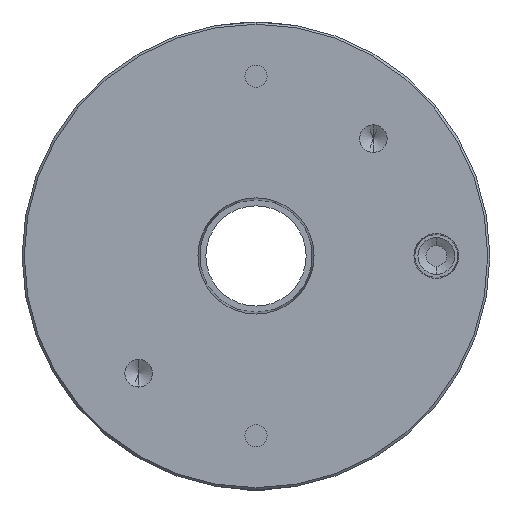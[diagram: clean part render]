
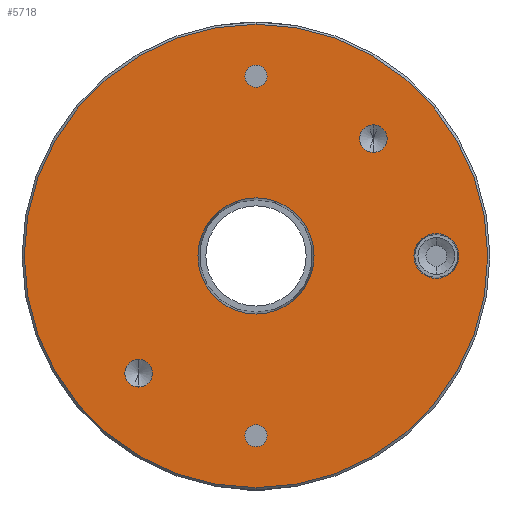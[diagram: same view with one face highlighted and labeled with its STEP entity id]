
A CAD part, front view. The second image highlights one B-rep face of the part: STEP entity #5718.
In plain terms, the highlighted planar face has unit normal (0, -1, 0).
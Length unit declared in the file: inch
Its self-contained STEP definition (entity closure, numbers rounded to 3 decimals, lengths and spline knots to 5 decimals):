
#14 = EDGE_CURVE ( 'NONE', #2708, #3793, #1563, .T. ) ;
#42 = ORIENTED_EDGE ( 'NONE', *, *, #644, .F. ) ;
#50 = CARTESIAN_POINT ( 'NONE',  ( 0., -1.491, 0. ) ) ;
#86 = VERTEX_POINT ( 'NONE', #1899 ) ;
#98 = DIRECTION ( 'NONE',  ( 0., 0., -1. ) ) ;
#103 = DIRECTION ( 'NONE',  ( 0., 0., -1. ) ) ;
#117 = CARTESIAN_POINT ( 'NONE',  ( 0., -1.491, -1.625 ) ) ;
#151 = ORIENTED_EDGE ( 'NONE', *, *, #1452, .F. ) ;
#239 = CARTESIAN_POINT ( 'NONE',  ( -1.06066, -1.491, -1.18566 ) ) ;
#245 = DIRECTION ( 'NONE',  ( 0., 0., -1. ) ) ;
#327 = EDGE_LOOP ( 'NONE', ( #2279, #151 ) ) ;
#359 = CIRCLE ( 'NONE', #1159, 0.1005 ) ;
#419 = FACE_BOUND ( 'NONE', #560, .T. ) ;
#426 = AXIS2_PLACEMENT_3D ( 'NONE', #1495, #4891, #98 ) ;
#464 = AXIS2_PLACEMENT_3D ( 'NONE', #489, #1019, #2800 ) ;
#486 = ORIENTED_EDGE ( 'NONE', *, *, #708, .F. ) ;
#489 = CARTESIAN_POINT ( 'NONE',  ( 1.06066, -1.491, 1.06066 ) ) ;
#560 = EDGE_LOOP ( 'NONE', ( #42, #5439 ) ) ;
#578 = EDGE_CURVE ( 'NONE', #2744, #1948, #1212, .T. ) ;
#589 = DIRECTION ( 'NONE',  ( 0., 0., -1. ) ) ;
#633 = CARTESIAN_POINT ( 'NONE',  ( 1.63, -1.491, 0.2025 ) ) ;
#644 = EDGE_CURVE ( 'NONE', #5822, #1469, #3378, .T. ) ;
#686 = VERTEX_POINT ( 'NONE', #5909 ) ;
#689 = CARTESIAN_POINT ( 'NONE',  ( 1.06066, -1.491, 1.06066 ) ) ;
#708 = EDGE_CURVE ( 'NONE', #5510, #3398, #1300, .T. ) ;
#712 = CARTESIAN_POINT ( 'NONE',  ( -1.06066, -1.491, -0.93566 ) ) ;
#749 = AXIS2_PLACEMENT_3D ( 'NONE', #117, #5378, #2023 ) ;
#811 = DIRECTION ( 'NONE',  ( 0., 0., -1. ) ) ;
#821 = CARTESIAN_POINT ( 'NONE',  ( 0., -1.491, 0. ) ) ;
#829 = EDGE_LOOP ( 'NONE', ( #1151, #486 ) ) ;
#894 = CARTESIAN_POINT ( 'NONE',  ( 0., -1.491, -1.5245 ) ) ;
#895 = DIRECTION ( 'NONE',  ( 0., 0., -1. ) ) ;
#1015 = DIRECTION ( 'NONE',  ( 0., -1., 0. ) ) ;
#1019 = DIRECTION ( 'NONE',  ( 0., -1., 0. ) ) ;
#1024 = AXIS2_PLACEMENT_3D ( 'NONE', #821, #2161, #3585 ) ;
#1032 = CARTESIAN_POINT ( 'NONE',  ( 1.06066, -1.491, 0.93566 ) ) ;
#1048 = CARTESIAN_POINT ( 'NONE',  ( 0., -1.491, -0.52499 ) ) ;
#1141 = CARTESIAN_POINT ( 'NONE',  ( 0., -1.491, 0. ) ) ;
#1151 = ORIENTED_EDGE ( 'NONE', *, *, #3351, .F. ) ;
#1159 = AXIS2_PLACEMENT_3D ( 'NONE', #4433, #5276, #589 ) ;
#1186 = AXIS2_PLACEMENT_3D ( 'NONE', #1141, #3028, #4907 ) ;
#1212 = CIRCLE ( 'NONE', #1024, 0.52499 ) ;
#1267 = CARTESIAN_POINT ( 'NONE',  ( 0., -1.491, 1.625 ) ) ;
#1300 = CIRCLE ( 'NONE', #4653, 0.1005 ) ;
#1397 = DIRECTION ( 'NONE',  ( 0., 0., -1. ) ) ;
#1401 = VERTEX_POINT ( 'NONE', #894 ) ;
#1413 = PLANE ( 'NONE',  #3208 ) ;
#1452 = EDGE_CURVE ( 'NONE', #2873, #86, #3255, .T. ) ;
#1469 = VERTEX_POINT ( 'NONE', #712 ) ;
#1495 = CARTESIAN_POINT ( 'NONE',  ( -1.06066, -1.491, -1.06066 ) ) ;
#1531 = CARTESIAN_POINT ( 'NONE',  ( 0., -1.491, 0. ) ) ;
#1559 = CARTESIAN_POINT ( 'NONE',  ( -2.115, -1.491, 0. ) ) ;
#1563 = CIRCLE ( 'NONE', #2070, 2.095 ) ;
#1643 = CIRCLE ( 'NONE', #464, 0.125 ) ;
#1708 = ORIENTED_EDGE ( 'NONE', *, *, #4974, .T. ) ;
#1890 = FACE_BOUND ( 'NONE', #327, .T. ) ;
#1894 = CARTESIAN_POINT ( 'NONE',  ( 0., -1.491, -2.095 ) ) ;
#1899 = CARTESIAN_POINT ( 'NONE',  ( 1.63, -1.491, -0.2025 ) ) ;
#1935 = DIRECTION ( 'NONE',  ( 0., -1., 0. ) ) ;
#1946 = AXIS2_PLACEMENT_3D ( 'NONE', #689, #2150, #811 ) ;
#1948 = VERTEX_POINT ( 'NONE', #5638 ) ;
#1958 = VERTEX_POINT ( 'NONE', #1032 ) ;
#2023 = DIRECTION ( 'NONE',  ( 0., 0., -1. ) ) ;
#2024 = EDGE_CURVE ( 'NONE', #1401, #4032, #359, .T. ) ;
#2038 = ORIENTED_EDGE ( 'NONE', *, *, #578, .F. ) ;
#2067 = ORIENTED_EDGE ( 'NONE', *, *, #2657, .F. ) ;
#2069 = EDGE_CURVE ( 'NONE', #4032, #1401, #5857, .T. ) ;
#2070 = AXIS2_PLACEMENT_3D ( 'NONE', #50, #1935, #5248 ) ;
#2118 = DIRECTION ( 'NONE',  ( 0., 0., -1. ) ) ;
#2137 = CARTESIAN_POINT ( 'NONE',  ( 0., -1.491, 1.5245 ) ) ;
#2140 = ORIENTED_EDGE ( 'NONE', *, *, #2024, .F. ) ;
#2150 = DIRECTION ( 'NONE',  ( 0., -1., 0. ) ) ;
#2161 = DIRECTION ( 'NONE',  ( 0., -1., 0. ) ) ;
#2252 = CIRCLE ( 'NONE', #2448, 0.1005 ) ;
#2279 = ORIENTED_EDGE ( 'NONE', *, *, #5183, .F. ) ;
#2336 = FACE_BOUND ( 'NONE', #829, .T. ) ;
#2448 = AXIS2_PLACEMENT_3D ( 'NONE', #1267, #3964, #2118 ) ;
#2586 = CARTESIAN_POINT ( 'NONE',  ( -1.06066, -1.491, -1.06066 ) ) ;
#2589 = CARTESIAN_POINT ( 'NONE',  ( 1.63, -1.491, 0. ) ) ;
#2590 = EDGE_LOOP ( 'NONE', ( #2038, #5641 ) ) ;
#2604 = ORIENTED_EDGE ( 'NONE', *, *, #14, .T. ) ;
#2657 = EDGE_CURVE ( 'NONE', #686, #1958, #1643, .T. ) ;
#2708 = VERTEX_POINT ( 'NONE', #1894 ) ;
#2733 = DIRECTION ( 'NONE',  ( 0., 0., -1. ) ) ;
#2744 = VERTEX_POINT ( 'NONE', #1048 ) ;
#2748 = AXIS2_PLACEMENT_3D ( 'NONE', #4656, #3240, #2733 ) ;
#2800 = DIRECTION ( 'NONE',  ( 0., 0., -1. ) ) ;
#2854 = CIRCLE ( 'NONE', #2748, 0.2025 ) ;
#2863 = DIRECTION ( 'NONE',  ( 0., 0., -1. ) ) ;
#2873 = VERTEX_POINT ( 'NONE', #633 ) ;
#3028 = DIRECTION ( 'NONE',  ( 0., -1., 0. ) ) ;
#3084 = DIRECTION ( 'NONE',  ( 0., -1., 0. ) ) ;
#3180 = EDGE_LOOP ( 'NONE', ( #3440, #2140 ) ) ;
#3208 = AXIS2_PLACEMENT_3D ( 'NONE', #1559, #3431, #103 ) ;
#3236 = CARTESIAN_POINT ( 'NONE',  ( 0., -1.491, -1.7255 ) ) ;
#3240 = DIRECTION ( 'NONE',  ( 0., -1., 0. ) ) ;
#3255 = CIRCLE ( 'NONE', #5119, 0.2025 ) ;
#3277 = DIRECTION ( 'NONE',  ( 0., -1., 0. ) ) ;
#3351 = EDGE_CURVE ( 'NONE', #3398, #5510, #2252, .T. ) ;
#3378 = CIRCLE ( 'NONE', #426, 0.125 ) ;
#3398 = VERTEX_POINT ( 'NONE', #2137 ) ;
#3431 = DIRECTION ( 'NONE',  ( 0., -1., 0. ) ) ;
#3440 = ORIENTED_EDGE ( 'NONE', *, *, #2069, .F. ) ;
#3478 = ORIENTED_EDGE ( 'NONE', *, *, #5617, .F. ) ;
#3532 = EDGE_CURVE ( 'NONE', #1948, #2744, #6008, .T. ) ;
#3585 = DIRECTION ( 'NONE',  ( 0., 0., -1. ) ) ;
#3684 = EDGE_LOOP ( 'NONE', ( #1708, #2604 ) ) ;
#3793 = VERTEX_POINT ( 'NONE', #4037 ) ;
#3964 = DIRECTION ( 'NONE',  ( 0., -1., 0. ) ) ;
#4032 = VERTEX_POINT ( 'NONE', #3236 ) ;
#4037 = CARTESIAN_POINT ( 'NONE',  ( 0., -1.491, 2.095 ) ) ;
#4111 = CARTESIAN_POINT ( 'NONE',  ( 0., -1.491, 1.7255 ) ) ;
#4128 = FACE_BOUND ( 'NONE', #4412, .T. ) ;
#4412 = EDGE_LOOP ( 'NONE', ( #3478, #2067 ) ) ;
#4433 = CARTESIAN_POINT ( 'NONE',  ( 0., -1.491, -1.625 ) ) ;
#4474 = DIRECTION ( 'NONE',  ( 0., -1., 0. ) ) ;
#4573 = CIRCLE ( 'NONE', #5359, 0.125 ) ;
#4653 = AXIS2_PLACEMENT_3D ( 'NONE', #5122, #3277, #895 ) ;
#4656 = CARTESIAN_POINT ( 'NONE',  ( 1.63, -1.491, 0. ) ) ;
#4891 = DIRECTION ( 'NONE',  ( 0., -1., 0. ) ) ;
#4907 = DIRECTION ( 'NONE',  ( 0., 0., -1. ) ) ;
#4974 = EDGE_CURVE ( 'NONE', #3793, #2708, #5216, .T. ) ;
#5119 = AXIS2_PLACEMENT_3D ( 'NONE', #2589, #3084, #245 ) ;
#5122 = CARTESIAN_POINT ( 'NONE',  ( 0., -1.491, 1.625 ) ) ;
#5142 = AXIS2_PLACEMENT_3D ( 'NONE', #1531, #1015, #2863 ) ;
#5143 = FACE_OUTER_BOUND ( 'NONE', #3684, .T. ) ;
#5183 = EDGE_CURVE ( 'NONE', #86, #2873, #2854, .T. ) ;
#5216 = CIRCLE ( 'NONE', #1186, 2.095 ) ;
#5248 = DIRECTION ( 'NONE',  ( 0., 0., -1. ) ) ;
#5276 = DIRECTION ( 'NONE',  ( 0., -1., 0. ) ) ;
#5359 = AXIS2_PLACEMENT_3D ( 'NONE', #2586, #4474, #1397 ) ;
#5378 = DIRECTION ( 'NONE',  ( 0., -1., 0. ) ) ;
#5439 = ORIENTED_EDGE ( 'NONE', *, *, #5761, .F. ) ;
#5443 = CIRCLE ( 'NONE', #1946, 0.125 ) ;
#5510 = VERTEX_POINT ( 'NONE', #4111 ) ;
#5617 = EDGE_CURVE ( 'NONE', #1958, #686, #5443, .T. ) ;
#5618 = FACE_BOUND ( 'NONE', #2590, .T. ) ;
#5638 = CARTESIAN_POINT ( 'NONE',  ( 0., -1.491, 0.52499 ) ) ;
#5641 = ORIENTED_EDGE ( 'NONE', *, *, #3532, .F. ) ;
#5718 = ADVANCED_FACE ( 'NONE', ( #4128, #419, #5143, #6093, #2336, #1890, #5618 ), #1413, .T. ) ;
#5761 = EDGE_CURVE ( 'NONE', #1469, #5822, #4573, .T. ) ;
#5822 = VERTEX_POINT ( 'NONE', #239 ) ;
#5857 = CIRCLE ( 'NONE', #749, 0.1005 ) ;
#5909 = CARTESIAN_POINT ( 'NONE',  ( 1.06066, -1.491, 1.18566 ) ) ;
#6008 = CIRCLE ( 'NONE', #5142, 0.52499 ) ;
#6093 = FACE_BOUND ( 'NONE', #3180, .T. ) ;
